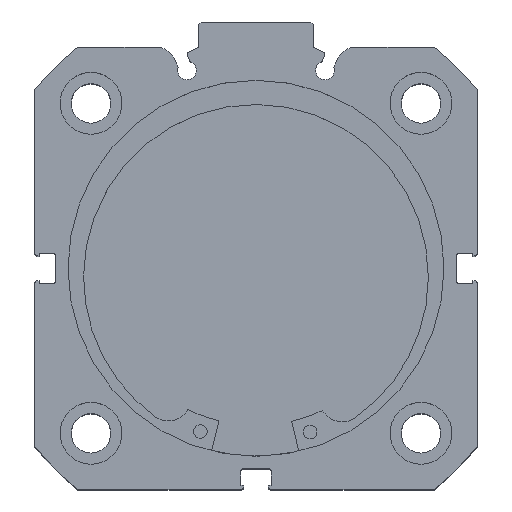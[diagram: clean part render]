
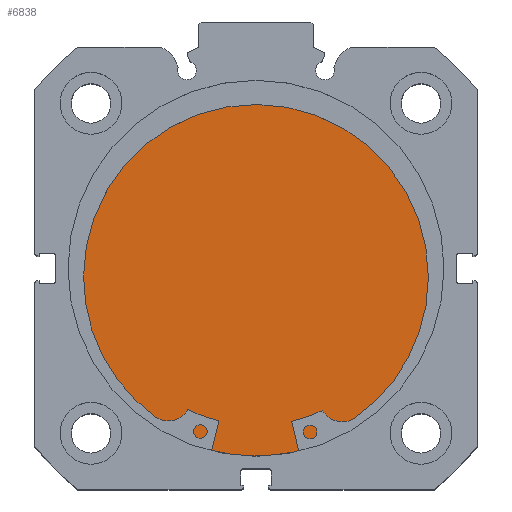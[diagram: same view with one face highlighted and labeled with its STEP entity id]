
A CAD part, top view. The second image highlights one B-rep face of the part: STEP entity #6838.
In plain terms, the highlighted face is planar.
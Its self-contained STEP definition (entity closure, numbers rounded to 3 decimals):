
#174 = CARTESIAN_POINT ( 'NONE',  ( 12., 0., 41. ) ) ;
#181 = CARTESIAN_POINT ( 'NONE',  ( 12., 0., -41. ) ) ;
#351 = DIRECTION ( 'NONE',  ( 0., 0., 1. ) ) ;
#352 = DIRECTION ( 'NONE',  ( -1., 0., 0. ) ) ;
#372 = CARTESIAN_POINT ( 'NONE',  ( 12., 0., 0. ) ) ;
#531 = EDGE_LOOP ( 'NONE', ( #3519, #3518 ) ) ;
#1530 = DIRECTION ( 'NONE',  ( 0., 0., 1. ) ) ;
#1531 = DIRECTION ( 'NONE',  ( -1., 0., 0. ) ) ;
#1538 = CARTESIAN_POINT ( 'NONE',  ( 12., 0., 0. ) ) ;
#3198 = AXIS2_PLACEMENT_3D ( 'NONE', #1538, #1531, #1530 ) ;
#3247 = AXIS2_PLACEMENT_3D ( 'NONE', #372, #352, #351 ) ;
#3342 = AXIS2_PLACEMENT_3D ( 'NONE', #5951, #5967, #5968 ) ;
#3518 = ORIENTED_EDGE ( 'NONE', *, *, #6548, .F. ) ;
#3519 = ORIENTED_EDGE ( 'NONE', *, *, #6458, .F. ) ;
#4428 = CIRCLE ( 'NONE', #3198, 41. ) ;
#5301 = CIRCLE ( 'NONE', #3247, 41. ) ;
#5492 = FACE_OUTER_BOUND ( 'NONE', #531, .T. ) ;
#5951 = CARTESIAN_POINT ( 'NONE',  ( 12., 41., 0. ) ) ;
#5960 = PLANE ( 'NONE',  #3342 ) ;
#5967 = DIRECTION ( 'NONE',  ( -1., 0., 0. ) ) ;
#5968 = DIRECTION ( 'NONE',  ( 0., 0., 1. ) ) ;
#6458 = EDGE_CURVE ( 'NONE', #6733, #6727, #4428, .T. ) ;
#6548 = EDGE_CURVE ( 'NONE', #6727, #6733, #5301, .T. ) ;
#6727 = VERTEX_POINT ( 'NONE', #181 ) ;
#6733 = VERTEX_POINT ( 'NONE', #174 ) ;
#6838 = ADVANCED_FACE ( 'NONE', ( #5492 ), #5960, .F. ) ;
